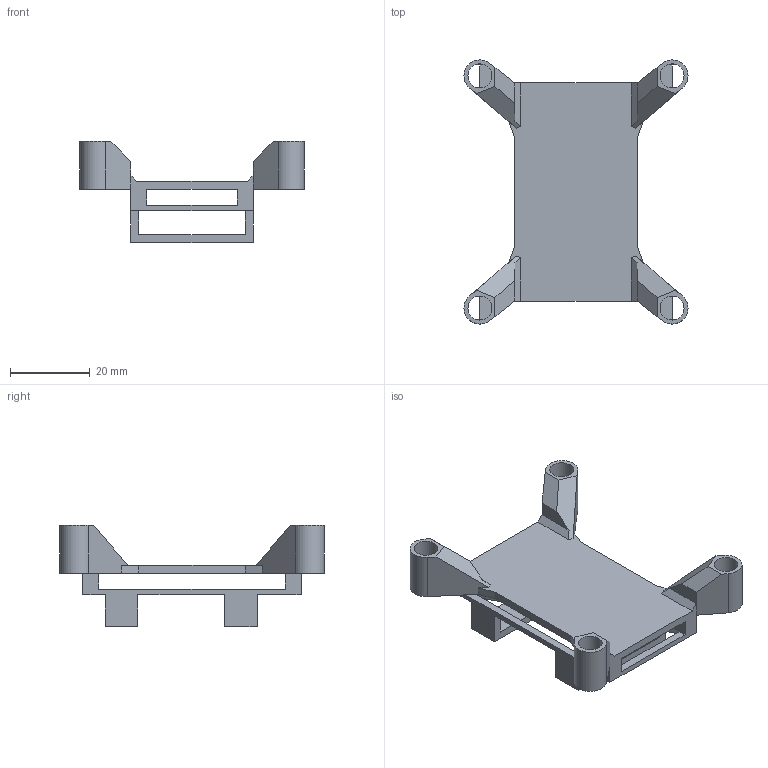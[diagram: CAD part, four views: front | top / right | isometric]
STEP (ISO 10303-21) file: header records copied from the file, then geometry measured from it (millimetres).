
FILE_DESCRIPTION(('STEP AP242'), '1');
FILE_NAME('Êîðïóñ V2', '', ('UNSPECIFIED'), ('UNSPECIFIED'), 'C3D Converter', 'C3D Toolkit', '');
FILE_SCHEMA(('AP242_MANAGED_MODEL_BASED_3D_ENGINEERING_MIM_LF { 1 0 10303 442 1 1 4 }'));
Length unit declared in the file: millimetre
Products named in the file (1): Корпус 2
Bounding box: 56.08 x 66.09 x 25.3 mm (x, y, z)
Volume: 9306.7 mm3; surface area: 10494 mm2
Topology: 1 solids, 1 shells, 94 faces, 298 edges, 192 vertices
Faces by surface type: plane 86, cylinder 8
Full cylindrical faces by diameter (mm): 6 x4
Entity records: 3298 total; most frequent: ORIENTED_EDGE 588, CARTESIAN_POINT 581, DIRECTION 508, EDGE_CURVE 294, LINE 270, VECTOR 270, VERTEX_POINT 192, AXIS2_PLACEMENT_3D 119
